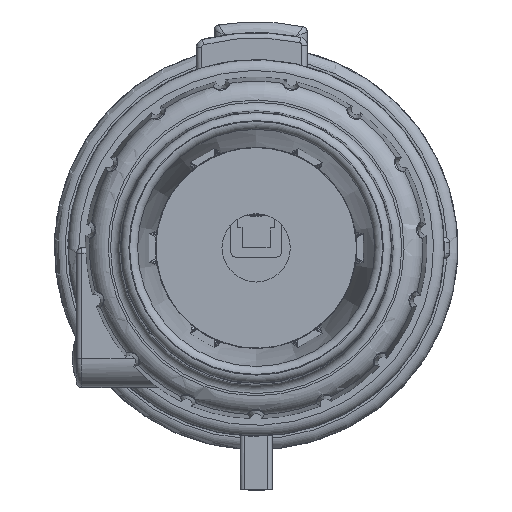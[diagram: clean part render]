
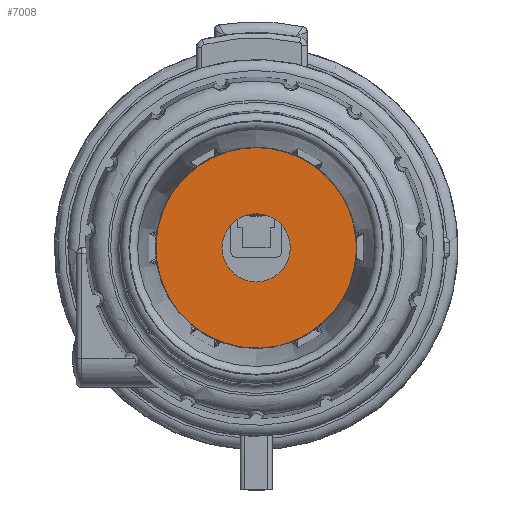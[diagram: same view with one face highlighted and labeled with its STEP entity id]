
A CAD part, front view. The second image highlights one B-rep face of the part: STEP entity #7008.
In plain terms, the highlighted planar face has unit normal (0, -1, 0).
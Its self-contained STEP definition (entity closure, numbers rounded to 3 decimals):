
#4905=PLANE('',#24568);
#7008=ADVANCED_FACE('',(#8023,#8024),#4905,.F.);
#8023=FACE_BOUND('',#9178,.T.);
#8024=FACE_BOUND('',#9179,.T.);
#9178=EDGE_LOOP('',(#13483));
#9179=EDGE_LOOP('',(#13484));
#13483=ORIENTED_EDGE('',*,*,#20661,.F.);
#13484=ORIENTED_EDGE('',*,*,#20664,.T.);
#17809=VERTEX_POINT('',#47532);
#17812=VERTEX_POINT('',#47540);
#20661=EDGE_CURVE('',#17809,#17809,#22779,.T.);
#20664=EDGE_CURVE('',#17812,#17812,#22782,.T.);
#22779=CIRCLE('',#24561,23.4);
#22782=CIRCLE('',#24566,6.35);
#24561=AXIS2_PLACEMENT_3D('',#47531,#29032,#29033);
#24566=AXIS2_PLACEMENT_3D('',#47539,#29042,#29043);
#24568=AXIS2_PLACEMENT_3D('',#47542,#29046,#29047);
#29032=DIRECTION('',(0.,1.,0.));
#29033=DIRECTION('',(-1.,0.,0.));
#29042=DIRECTION('',(0.,1.,0.));
#29043=DIRECTION('',(-1.,0.,0.));
#29046=DIRECTION('',(0.,1.,0.));
#29047=DIRECTION('',(0.,0.,-1.));
#47531=CARTESIAN_POINT('',(0.,-92.3,0.));
#47532=CARTESIAN_POINT('',(-23.4,-92.3,0.));
#47539=CARTESIAN_POINT('',(0.,-92.3,0.));
#47540=CARTESIAN_POINT('',(-6.35,-92.3,0.));
#47542=CARTESIAN_POINT('',(-46.8,-92.3,-46.8));
